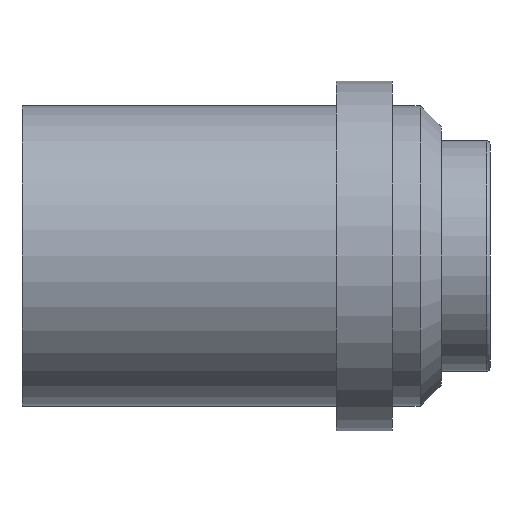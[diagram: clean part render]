
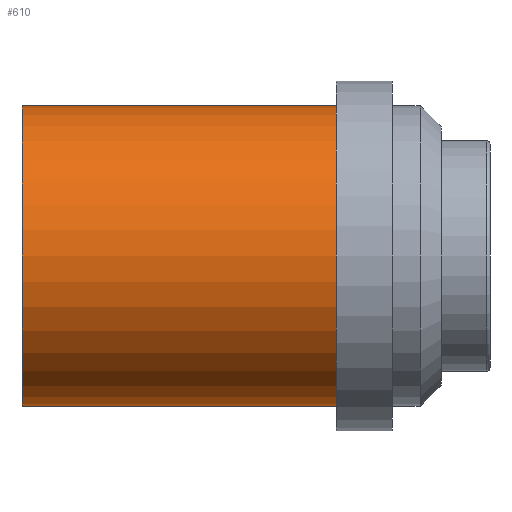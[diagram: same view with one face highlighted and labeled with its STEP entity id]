
A CAD part, left-side view. The second image highlights one B-rep face of the part: STEP entity #610.
In plain terms, the highlighted cylindrical face has radius 21.5 mm (diameter 43 mm), a partial arc.
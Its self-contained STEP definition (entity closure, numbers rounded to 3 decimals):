
#17 = CARTESIAN_POINT ( 'NONE',  ( 0., 22., 0. ) ) ;
#22 = ORIENTED_EDGE ( 'NONE', *, *, #100, .T. ) ;
#39 = CARTESIAN_POINT ( 'NONE',  ( 0., 22., -21.5 ) ) ;
#41 = CARTESIAN_POINT ( 'NONE',  ( 0., 67., 21.5 ) ) ;
#85 = EDGE_CURVE ( 'NONE', #571, #301, #549, .T. ) ;
#93 = CARTESIAN_POINT ( 'NONE',  ( 0., 22., 21.5 ) ) ;
#100 = EDGE_CURVE ( 'NONE', #324, #571, #361, .T. ) ;
#112 = DIRECTION ( 'NONE',  ( 0., 1., 0. ) ) ;
#119 = EDGE_CURVE ( 'NONE', #324, #311, #274, .T. ) ;
#122 = CARTESIAN_POINT ( 'NONE',  ( 0., 67., -21.5 ) ) ;
#143 = CYLINDRICAL_SURFACE ( 'NONE', #498, 21.5 ) ;
#173 = AXIS2_PLACEMENT_3D ( 'NONE', #17, #253, #260 ) ;
#251 = LINE ( 'NONE', #41, #302 ) ;
#253 = DIRECTION ( 'NONE',  ( 0., 1., 0. ) ) ;
#260 = DIRECTION ( 'NONE',  ( 0., 0., 1. ) ) ;
#274 = CIRCLE ( 'NONE', #385, 21.5 ) ;
#287 = FACE_OUTER_BOUND ( 'NONE', #422, .T. ) ;
#292 = CARTESIAN_POINT ( 'NONE',  ( 0., 67., -21.5 ) ) ;
#301 = VERTEX_POINT ( 'NONE', #93 ) ;
#302 = VECTOR ( 'NONE', #443, 1000. ) ;
#311 = VERTEX_POINT ( 'NONE', #484 ) ;
#317 = CARTESIAN_POINT ( 'NONE',  ( 0., 67., 0. ) ) ;
#324 = VERTEX_POINT ( 'NONE', #292 ) ;
#334 = VECTOR ( 'NONE', #455, 1000. ) ;
#343 = ORIENTED_EDGE ( 'NONE', *, *, #119, .F. ) ;
#344 = DIRECTION ( 'NONE',  ( 0., 0., 1. ) ) ;
#348 = EDGE_CURVE ( 'NONE', #311, #301, #251, .T. ) ;
#361 = LINE ( 'NONE', #122, #334 ) ;
#384 = DIRECTION ( 'NONE',  ( 0., -1., 0. ) ) ;
#385 = AXIS2_PLACEMENT_3D ( 'NONE', #317, #112, #344 ) ;
#422 = EDGE_LOOP ( 'NONE', ( #619, #343, #22, #622 ) ) ;
#443 = DIRECTION ( 'NONE',  ( 0., -1., 0. ) ) ;
#455 = DIRECTION ( 'NONE',  ( 0., -1., 0. ) ) ;
#484 = CARTESIAN_POINT ( 'NONE',  ( 0., 67., 21.5 ) ) ;
#486 = CARTESIAN_POINT ( 'NONE',  ( 0., 67., 0. ) ) ;
#498 = AXIS2_PLACEMENT_3D ( 'NONE', #486, #384, #529 ) ;
#529 = DIRECTION ( 'NONE',  ( 0., 0., -1. ) ) ;
#549 = CIRCLE ( 'NONE', #173, 21.5 ) ;
#571 = VERTEX_POINT ( 'NONE', #39 ) ;
#610 = ADVANCED_FACE ( 'NONE', ( #287 ), #143, .T. ) ;
#619 = ORIENTED_EDGE ( 'NONE', *, *, #348, .F. ) ;
#622 = ORIENTED_EDGE ( 'NONE', *, *, #85, .T. ) ;
